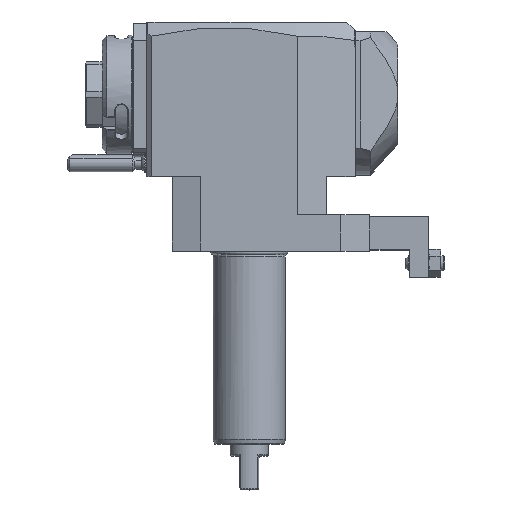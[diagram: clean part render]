
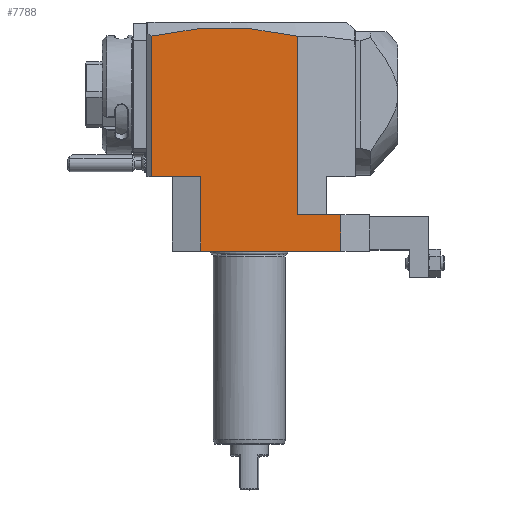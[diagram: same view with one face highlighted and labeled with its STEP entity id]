
A CAD part, top view. The second image highlights one B-rep face of the part: STEP entity #7788.
In plain terms, the highlighted planar face has unit normal (0, 0, 1).
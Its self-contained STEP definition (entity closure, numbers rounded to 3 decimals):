
#157=DIRECTION('',(-1.,0.,0.));
#158=VECTOR('',#157,20.5);
#159=CARTESIAN_POINT('',(-20.,31.,32.));
#160=LINE('',#159,#158);
#161=CARTESIAN_POINT('',(-40.5,89.133,32.));
#162=CARTESIAN_POINT('',(-35.458,90.345,32.));
#163=CARTESIAN_POINT('',(-25.373,92.145,32.));
#164=CARTESIAN_POINT('',(-10.247,93.032,32.));
#165=CARTESIAN_POINT('',(4.877,92.124,32.));
#166=CARTESIAN_POINT('',(14.959,90.311,32.));
#167=CARTESIAN_POINT('',(20.,89.092,32.));
#169=DIRECTION('',(-1.,0.,0.));
#170=VECTOR('',#169,58.);
#171=CARTESIAN_POINT('',(38.,0.,32.));
#172=LINE('',#171,#170);
#883=DIRECTION('',(-1.,0.,0.));
#884=VECTOR('',#883,18.);
#885=CARTESIAN_POINT('',(38.,15.,32.));
#886=LINE('',#885,#884);
#915=DIRECTION('',(0.,1.,0.));
#916=VECTOR('',#915,15.);
#917=CARTESIAN_POINT('',(38.,0.,32.));
#918=LINE('',#917,#916);
#2579=DIRECTION('',(0.,1.,0.));
#2580=VECTOR('',#2579,74.092);
#2581=CARTESIAN_POINT('',(20.,15.,32.));
#2582=LINE('',#2581,#2580);
#2629=DIRECTION('',(0.,-1.,0.));
#2630=VECTOR('',#2629,58.133);
#2631=CARTESIAN_POINT('',(-40.5,89.133,32.));
#2632=LINE('',#2631,#2630);
#5231=DIRECTION('',(0.,-1.,0.));
#5232=VECTOR('',#5231,31.);
#5233=CARTESIAN_POINT('',(-20.,31.,32.));
#5234=LINE('',#5233,#5232);
#6869=CARTESIAN_POINT('',(20.,15.,32.));
#6870=VERTEX_POINT('',#6869);
#7142=VERTEX_POINT('',#161);
#7143=VERTEX_POINT('',#167);
#7470=CARTESIAN_POINT('',(-40.5,31.,32.));
#7472=VERTEX_POINT('',#7470);
#7478=CARTESIAN_POINT('',(-20.,0.,32.));
#7480=VERTEX_POINT('',#7478);
#7549=CARTESIAN_POINT('',(38.,0.,32.));
#7551=VERTEX_POINT('',#7549);
#7557=CARTESIAN_POINT('',(38.,15.,32.));
#7559=VERTEX_POINT('',#7557);
#7728=CARTESIAN_POINT('',(-20.,31.,32.));
#7729=VERTEX_POINT('',#7728);
#7766=CARTESIAN_POINT('',(-67.831,31.,32.));
#7767=DIRECTION('',(0.,0.,1.));
#7768=DIRECTION('',(1.,0.,0.));
#7769=AXIS2_PLACEMENT_3D('',#7766,#7767,#7768);
#7770=PLANE('',#7769);
#7772=ORIENTED_EDGE('',*,*,#7771,.T.);
#7774=ORIENTED_EDGE('',*,*,#7773,.F.);
#7776=ORIENTED_EDGE('',*,*,#7775,.T.);
#7778=ORIENTED_EDGE('',*,*,#7777,.F.);
#7780=ORIENTED_EDGE('',*,*,#7779,.F.);
#7782=ORIENTED_EDGE('',*,*,#7781,.F.);
#7783=ORIENTED_EDGE('',*,*,#7735,.T.);
#7785=ORIENTED_EDGE('',*,*,#7784,.F.);
#7786=EDGE_LOOP('',(#7772,#7774,#7776,#7778,#7780,#7782,#7783,#7785));
#7787=FACE_OUTER_BOUND('',#7786,.F.);
#168=B_SPLINE_CURVE_WITH_KNOTS('',3,(#161,#162,#163,#164,#165,#166,#167),
.UNSPECIFIED.,.F.,.F.,(4,1,1,1,4),(0.,0.25,0.5,0.75,1.),
.UNSPECIFIED.);
#7735=EDGE_CURVE('',#7551,#7480,#172,.T.);
#7771=EDGE_CURVE('',#7729,#7472,#160,.T.);
#7773=EDGE_CURVE('',#7142,#7472,#2632,.T.);
#7775=EDGE_CURVE('',#7142,#7143,#168,.T.);
#7777=EDGE_CURVE('',#6870,#7143,#2582,.T.);
#7779=EDGE_CURVE('',#7559,#6870,#886,.T.);
#7781=EDGE_CURVE('',#7551,#7559,#918,.T.);
#7784=EDGE_CURVE('',#7729,#7480,#5234,.T.);
#7788=ADVANCED_FACE('',(#7787),#7770,.T.);
